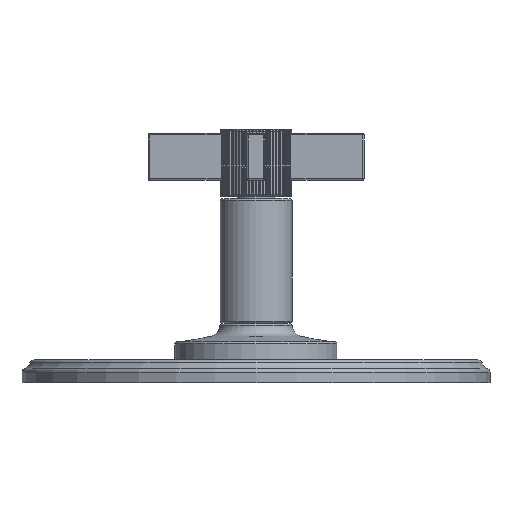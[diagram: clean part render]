
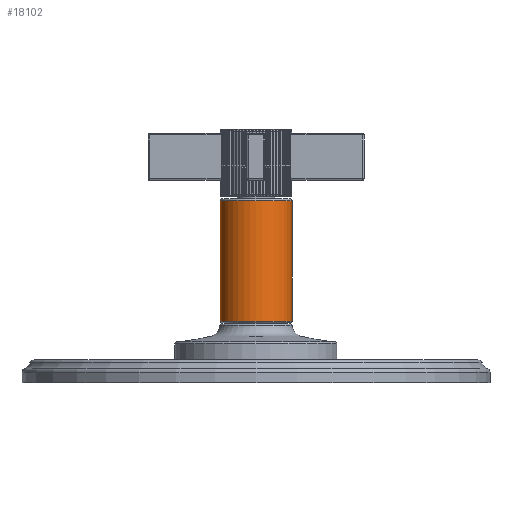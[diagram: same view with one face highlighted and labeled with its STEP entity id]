
A CAD part, left-side view. The second image highlights one B-rep face of the part: STEP entity #18102.
In plain terms, the highlighted cylindrical face has radius 12.7 mm (diameter 25.4 mm), a partial arc.
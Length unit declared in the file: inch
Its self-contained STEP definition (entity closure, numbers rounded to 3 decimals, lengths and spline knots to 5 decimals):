
#3940=DIRECTION('',(0.,0.,1.));
#3941=VECTOR('',#3940,1.67);
#3942=CARTESIAN_POINT('',(0.,-0.5,0.853));
#3943=LINE('',#3942,#3941);
#3974=CARTESIAN_POINT('',(0.,0.,2.523));
#3975=DIRECTION('',(0.,0.,1.));
#3976=DIRECTION('',(0.,1.,0.));
#3977=AXIS2_PLACEMENT_3D('',#3974,#3975,#3976);
#3979=CARTESIAN_POINT('',(0.,0.,0.853));
#3980=DIRECTION('',(0.,0.,-1.));
#3981=DIRECTION('',(0.,-1.,0.));
#3982=AXIS2_PLACEMENT_3D('',#3979,#3980,#3981);
#3984=DIRECTION('',(0.,0.,1.));
#3985=VECTOR('',#3984,1.67);
#3986=CARTESIAN_POINT('',(0.,0.5,0.853));
#3987=LINE('',#3986,#3985);
#11210=CARTESIAN_POINT('',(0.,0.5,2.523));
#11211=CARTESIAN_POINT('',(0.,-0.5,2.523));
#11212=VERTEX_POINT('',#11210);
#11213=VERTEX_POINT('',#11211);
#11218=CARTESIAN_POINT('',(0.,-0.5,0.853));
#11219=CARTESIAN_POINT('',(0.,0.5,0.853));
#11220=VERTEX_POINT('',#11218);
#11221=VERTEX_POINT('',#11219);
#18091=CARTESIAN_POINT('',(0.,0.,0.823));
#18092=DIRECTION('',(0.,0.,1.));
#18093=DIRECTION('',(0.,1.,0.));
#18094=AXIS2_PLACEMENT_3D('',#18091,#18092,#18093);
#18095=CYLINDRICAL_SURFACE('',#18094,0.5);
#18096=ORIENTED_EDGE('',*,*,#18085,.T.);
#18097=ORIENTED_EDGE('',*,*,#18041,.F.);
#18098=ORIENTED_EDGE('',*,*,#18011,.T.);
#18099=ORIENTED_EDGE('',*,*,#18038,.T.);
#18100=EDGE_LOOP('',(#18096,#18097,#18098,#18099));
#18101=FACE_OUTER_BOUND('',#18100,.F.);
#18102=ADVANCED_FACE('',(#18101),#18095,.T.);
#3978=CIRCLE('',#3977,0.5);
#3983=CIRCLE('',#3982,0.5);
#18011=EDGE_CURVE('',#11220,#11221,#3983,.T.);
#18038=EDGE_CURVE('',#11221,#11212,#3987,.T.);
#18041=EDGE_CURVE('',#11220,#11213,#3943,.T.);
#18085=EDGE_CURVE('',#11212,#11213,#3978,.T.);
